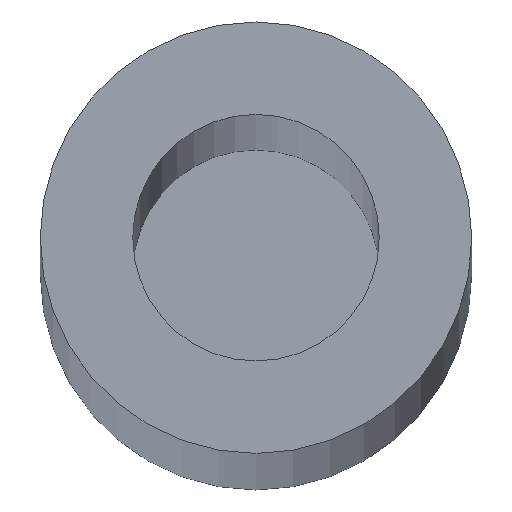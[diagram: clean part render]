
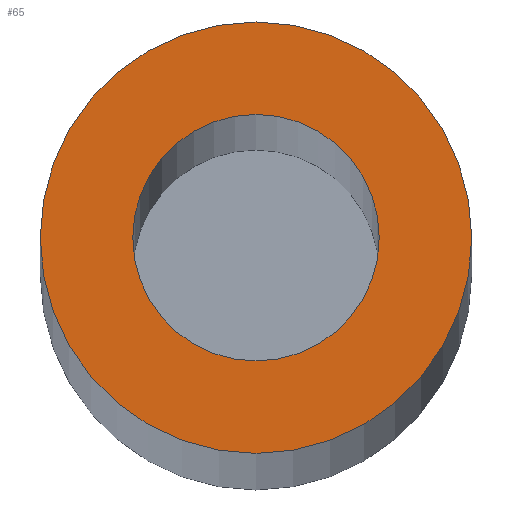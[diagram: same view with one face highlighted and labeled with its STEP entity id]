
A CAD part, top view. The second image highlights one B-rep face of the part: STEP entity #65.
In plain terms, the highlighted planar face has unit normal (0, 0, 1).
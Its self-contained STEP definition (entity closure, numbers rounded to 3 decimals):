
#15=FACE_BOUND('',#28,.T.);
#17=PLANE('',#88);
#22=FACE_OUTER_BOUND('',#27,.T.);
#27=EDGE_LOOP('',(#57));
#28=EDGE_LOOP('',(#58));
#34=CIRCLE('',#82,10.);
#36=CIRCLE('',#86,17.5);
#38=VERTEX_POINT('',#114);
#40=VERTEX_POINT('',#121);
#42=EDGE_CURVE('',#38,#38,#34,.T.);
#45=EDGE_CURVE('',#40,#40,#36,.T.);
#57=ORIENTED_EDGE('',*,*,#45,.T.);
#58=ORIENTED_EDGE('',*,*,#42,.T.);
#65=ADVANCED_FACE('',(#22,#15),#17,.T.);
#82=AXIS2_PLACEMENT_3D('',#115,#94,#95);
#86=AXIS2_PLACEMENT_3D('',#122,#103,#104);
#88=AXIS2_PLACEMENT_3D('',#126,#108,#109);
#94=DIRECTION('center_axis',(0.,0.,-1.));
#95=DIRECTION('ref_axis',(-1.,0.,0.));
#103=DIRECTION('center_axis',(0.,0.,1.));
#104=DIRECTION('ref_axis',(-1.,0.,0.));
#108=DIRECTION('center_axis',(0.,0.,1.));
#109=DIRECTION('ref_axis',(-1.,0.,0.));
#114=CARTESIAN_POINT('',(-855.,-903.267,1884.3));
#115=CARTESIAN_POINT('Origin',(-865.,-903.267,1884.3));
#121=CARTESIAN_POINT('',(-847.5,-903.267,1884.3));
#122=CARTESIAN_POINT('Origin',(-865.,-903.267,1884.3));
#126=CARTESIAN_POINT('Origin',(-865.,-903.267,1884.3));
